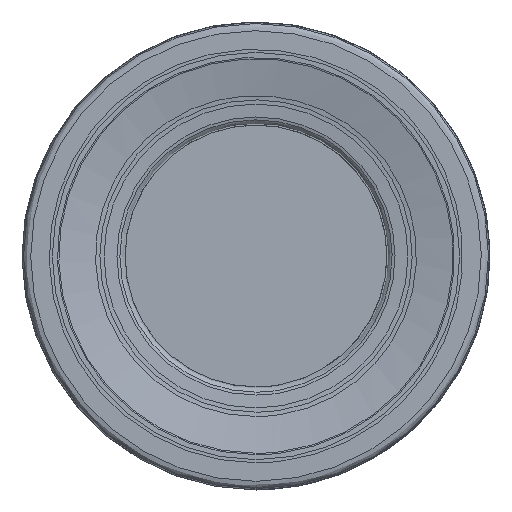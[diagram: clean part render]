
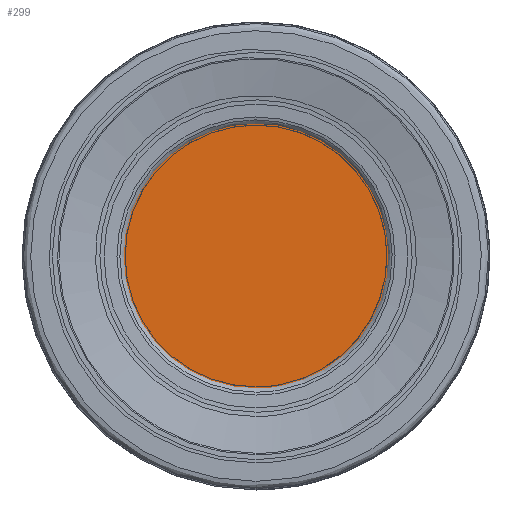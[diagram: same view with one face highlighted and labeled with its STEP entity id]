
A CAD part, left-side view. The second image highlights one B-rep face of the part: STEP entity #299.
In plain terms, the highlighted planar face has unit normal (-1, 0, 0).
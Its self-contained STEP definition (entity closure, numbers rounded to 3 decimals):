
#299=ADVANCED_FACE('',(#340),#338,.F.);
#338=PLANE('',#610);
#340=FACE_OUTER_BOUND('',#342,.T.);
#342=EDGE_LOOP('',(#418));
#418=ORIENTED_EDGE('',*,*,#532,.T.);
#494=VERTEX_POINT('',#810);
#532=EDGE_CURVE('',#494,#494,#570,.T.);
#570=CIRCLE('',#609,6.5);
#609=AXIS2_PLACEMENT_3D('',#809,#664,#665);
#610=AXIS2_PLACEMENT_3D('',#811,#666,#667);
#664=DIRECTION('',(-1.,0.,0.));
#665=DIRECTION('',(0.,-1.,0.));
#666=DIRECTION('',(1.,0.,0.));
#667=DIRECTION('',(0.,1.,0.));
#809=CARTESIAN_POINT('',(0.653,0.,0.));
#810=CARTESIAN_POINT('',(0.653,-6.5,0.));
#811=CARTESIAN_POINT('',(0.653,0.,0.));
